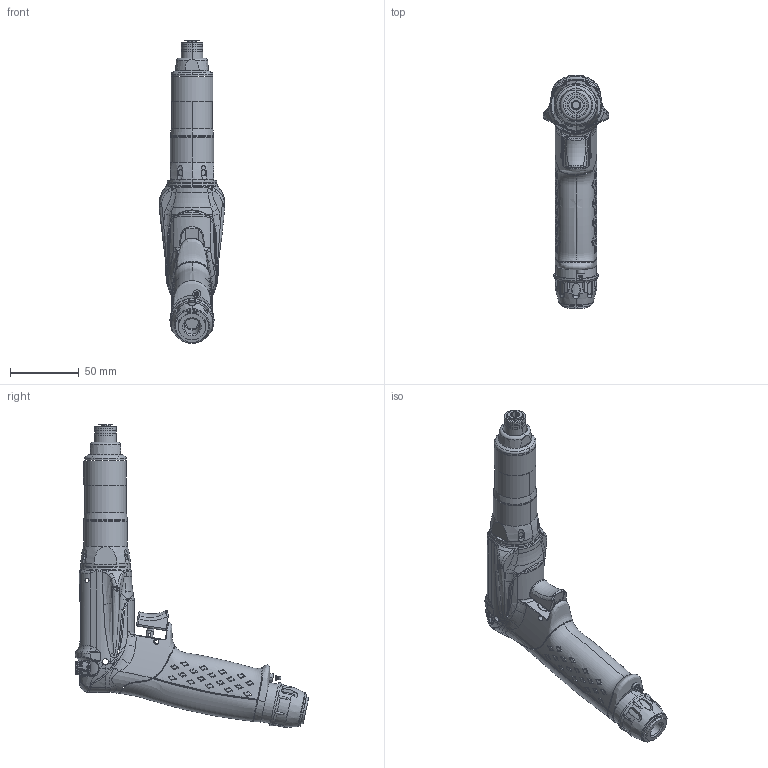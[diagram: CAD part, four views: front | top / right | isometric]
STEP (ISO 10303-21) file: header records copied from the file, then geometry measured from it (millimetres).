
FILE_DESCRIPTION((''),'2;1');
FILE_NAME('TMP163749_SW','2011-09-19T',('tooextcsr'),(''),'PRO/ENGINEER BY PARAMETRIC TECHNOLOGY CORPORATION, 2008310','PRO/ENGINEER BY PARAMETRIC TECHNOLOGY CORPORATION, 2008310','');
FILE_SCHEMA(('CONFIG_CONTROL_DESIGN', 'GEOMETRIC_VALIDATION_PROPERTIES_MIM'));
Products named in the file (1): TMP163749_SW
Bounding box: 48.05 x 170.1 x 220.69 mm (x, y, z)
Surface area: 46285.5 mm2 (no closed solid volume)
Topology: 0 solids, 77 shells, 838 faces, 3331 edges, 2391 vertices
Faces by surface type: bspline 455, cylinder 174, plane 89, cone 49, torus 47, extrusion 16, revolution 4, sphere 4
Entity records: 212520 total; most frequent: CARTESIAN_POINT 185536, ORIENTED_EDGE 4868, EDGE_CURVE 3311, DIRECTION 2493, VERTEX_POINT 2389, B_SPLINE_CURVE_WITH_KNOTS 2201, AXIS2_PLACEMENT_3D 980, EDGE_LOOP 908
